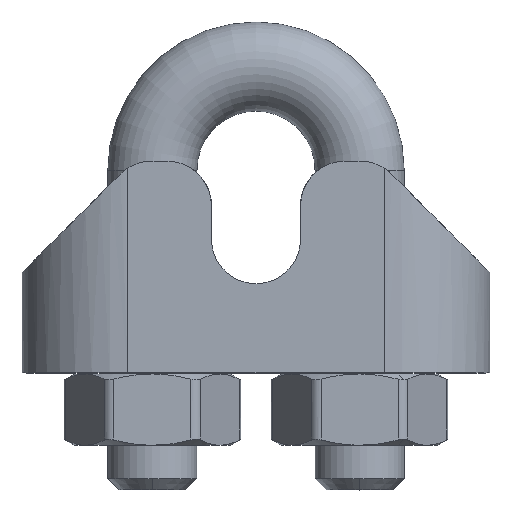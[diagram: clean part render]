
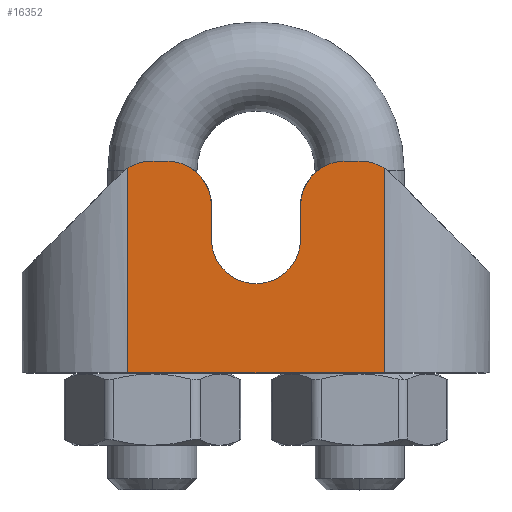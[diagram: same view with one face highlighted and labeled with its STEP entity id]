
A CAD part, top view. The second image highlights one B-rep face of the part: STEP entity #16352.
In plain terms, the highlighted planar face has unit normal (0, 0, 1).
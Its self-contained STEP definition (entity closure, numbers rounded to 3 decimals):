
#70 = VERTEX_POINT ( 'NONE', #4065 ) ;
#204 = DIRECTION ( 'NONE',  ( 0., 0., 1. ) ) ;
#265 = FACE_OUTER_BOUND ( 'NONE', #12016, .T. ) ;
#307 = AXIS2_PLACEMENT_3D ( 'NONE', #16367, #204, #8203 ) ;
#492 = DIRECTION ( 'NONE',  ( -1., 0., 0. ) ) ;
#705 = CIRCLE ( 'NONE', #5170, 2. ) ;
#745 = CARTESIAN_POINT ( 'NONE',  ( 4.672, 9.5, 4.75 ) ) ;
#770 = ORIENTED_EDGE ( 'NONE', *, *, #17252, .F. ) ;
#1174 = LINE ( 'NONE', #12249, #15830 ) ;
#1481 = EDGE_CURVE ( 'NONE', #14100, #10108, #1666, .T. ) ;
#1517 = EDGE_CURVE ( 'NONE', #14454, #5265, #16109, .T. ) ;
#1593 = DIRECTION ( 'NONE',  ( 0., -1., 0. ) ) ;
#1666 = LINE ( 'NONE', #13943, #5848 ) ;
#2016 = CARTESIAN_POINT ( 'NONE',  ( 2., 6., 4.75 ) ) ;
#2080 = CARTESIAN_POINT ( 'NONE',  ( 4., 9.5, 4.75 ) ) ;
#2090 = CARTESIAN_POINT ( 'NONE',  ( 2., 7.5, 4.75 ) ) ;
#2154 = VECTOR ( 'NONE', #14807, 1000. ) ;
#2336 = CARTESIAN_POINT ( 'NONE',  ( 4., 7.5, 4.75 ) ) ;
#2729 = DIRECTION ( 'NONE',  ( -1., 0., 0. ) ) ;
#2819 = CARTESIAN_POINT ( 'NONE',  ( -4., 9.5, 4.75 ) ) ;
#3007 = VECTOR ( 'NONE', #14276, 1000. ) ;
#3109 = DIRECTION ( 'NONE',  ( 0., 1., 0. ) ) ;
#3736 = PLANE ( 'NONE',  #15714 ) ;
#4065 = CARTESIAN_POINT ( 'NONE',  ( 5.75, 9.184, 4.75 ) ) ;
#4159 = VERTEX_POINT ( 'NONE', #2080 ) ;
#4371 = CARTESIAN_POINT ( 'NONE',  ( -2., 6., 4.75 ) ) ;
#4841 = CARTESIAN_POINT ( 'NONE',  ( -2., 6., 4.75 ) ) ;
#4960 = ORIENTED_EDGE ( 'NONE', *, *, #13368, .T. ) ;
#4972 = CARTESIAN_POINT ( 'NONE',  ( -5.75, 9.5, 4.75 ) ) ;
#5160 = CARTESIAN_POINT ( 'NONE',  ( 5.75, 0., 4.75 ) ) ;
#5170 = AXIS2_PLACEMENT_3D ( 'NONE', #2336, #12869, #10476 ) ;
#5265 = VERTEX_POINT ( 'NONE', #2819 ) ;
#5449 = EDGE_CURVE ( 'NONE', #10108, #17416, #11725, .T. ) ;
#5462 = VERTEX_POINT ( 'NONE', #2016 ) ;
#5709 = LINE ( 'NONE', #10123, #13456 ) ;
#5848 = VECTOR ( 'NONE', #11135, 1000. ) ;
#5995 = DIRECTION ( 'NONE',  ( 1., 0., 0. ) ) ;
#6275 = ORIENTED_EDGE ( 'NONE', *, *, #14148, .F. ) ;
#6423 = CARTESIAN_POINT ( 'NONE',  ( -5.75, 0., 4.75 ) ) ;
#6685 = ORIENTED_EDGE ( 'NONE', *, *, #8633, .F. ) ;
#6732 = CARTESIAN_POINT ( 'NONE',  ( 5.75, 9.5, 4.75 ) ) ;
#6959 = VERTEX_POINT ( 'NONE', #2090 ) ;
#7163 = EDGE_CURVE ( 'NONE', #7706, #5462, #14217, .T. ) ;
#7304 = ORIENTED_EDGE ( 'NONE', *, *, #1481, .T. ) ;
#7517 = EDGE_CURVE ( 'NONE', #10038, #14100, #8325, .T. ) ;
#7698 = VECTOR ( 'NONE', #1593, 1000. ) ;
#7706 = VERTEX_POINT ( 'NONE', #4841 ) ;
#7803 = ORIENTED_EDGE ( 'NONE', *, *, #7163, .F. ) ;
#8203 = DIRECTION ( 'NONE',  ( 1., 0., 0. ) ) ;
#8325 = CIRCLE ( 'NONE', #9589, 2. ) ;
#8633 = EDGE_CURVE ( 'NONE', #14454, #7706, #8719, .T. ) ;
#8719 = LINE ( 'NONE', #4371, #7698 ) ;
#9274 = DIRECTION ( 'NONE',  ( 0., 0., 1. ) ) ;
#9589 = AXIS2_PLACEMENT_3D ( 'NONE', #10757, #9274, #2729 ) ;
#9893 = CARTESIAN_POINT ( 'NONE',  ( -4., 7.5, 4.75 ) ) ;
#10038 = VERTEX_POINT ( 'NONE', #12968 ) ;
#10076 = AXIS2_PLACEMENT_3D ( 'NONE', #14557, #17349, #16023 ) ;
#10108 = VERTEX_POINT ( 'NONE', #6423 ) ;
#10123 = CARTESIAN_POINT ( 'NONE',  ( -5.75, 9.5, 4.75 ) ) ;
#10367 = DIRECTION ( 'NONE',  ( -1., 0., 0. ) ) ;
#10476 = DIRECTION ( 'NONE',  ( -1., 0., 0. ) ) ;
#10690 = ORIENTED_EDGE ( 'NONE', *, *, #15237, .F. ) ;
#10757 = CARTESIAN_POINT ( 'NONE',  ( -4.672, 7.5, 4.75 ) ) ;
#11092 = AXIS2_PLACEMENT_3D ( 'NONE', #9893, #15351, #492 ) ;
#11135 = DIRECTION ( 'NONE',  ( 0., -1., 0. ) ) ;
#11459 = EDGE_CURVE ( 'NONE', #5462, #6959, #1174, .T. ) ;
#11467 = CARTESIAN_POINT ( 'NONE',  ( -5.75, 9.184, 4.75 ) ) ;
#11725 = LINE ( 'NONE', #16297, #12754 ) ;
#12016 = EDGE_LOOP ( 'NONE', ( #10690, #4960, #6275, #16847, #13637, #7803, #6685, #12075, #770, #13164, #7304, #15828 ) ) ;
#12075 = ORIENTED_EDGE ( 'NONE', *, *, #1517, .T. ) ;
#12249 = CARTESIAN_POINT ( 'NONE',  ( 2., 9.5, 4.75 ) ) ;
#12526 = DIRECTION ( 'NONE',  ( 1., 0., 0. ) ) ;
#12568 = VERTEX_POINT ( 'NONE', #745 ) ;
#12754 = VECTOR ( 'NONE', #5995, 1000. ) ;
#12830 = LINE ( 'NONE', #6732, #2154 ) ;
#12864 = CIRCLE ( 'NONE', #10076, 2. ) ;
#12869 = DIRECTION ( 'NONE',  ( 0., 0., 1. ) ) ;
#12968 = CARTESIAN_POINT ( 'NONE',  ( -4.672, 9.5, 4.75 ) ) ;
#13164 = ORIENTED_EDGE ( 'NONE', *, *, #7517, .T. ) ;
#13368 = EDGE_CURVE ( 'NONE', #70, #12568, #12864, .T. ) ;
#13456 = VECTOR ( 'NONE', #12526, 1000. ) ;
#13637 = ORIENTED_EDGE ( 'NONE', *, *, #11459, .F. ) ;
#13943 = CARTESIAN_POINT ( 'NONE',  ( -5.75, 9.5, 4.75 ) ) ;
#14100 = VERTEX_POINT ( 'NONE', #11467 ) ;
#14148 = EDGE_CURVE ( 'NONE', #4159, #12568, #16437, .T. ) ;
#14217 = CIRCLE ( 'NONE', #307, 2. ) ;
#14276 = DIRECTION ( 'NONE',  ( 1., 0., 0. ) ) ;
#14330 = CARTESIAN_POINT ( 'NONE',  ( -5.75, 9.5, 4.75 ) ) ;
#14345 = DIRECTION ( 'NONE',  ( 0., 0., -1. ) ) ;
#14454 = VERTEX_POINT ( 'NONE', #14793 ) ;
#14557 = CARTESIAN_POINT ( 'NONE',  ( 4.672, 7.5, 4.75 ) ) ;
#14793 = CARTESIAN_POINT ( 'NONE',  ( -2., 7.5, 4.75 ) ) ;
#14807 = DIRECTION ( 'NONE',  ( 0., -1., 0. ) ) ;
#15237 = EDGE_CURVE ( 'NONE', #70, #17416, #12830, .T. ) ;
#15351 = DIRECTION ( 'NONE',  ( 0., 0., 1. ) ) ;
#15591 = EDGE_CURVE ( 'NONE', #4159, #6959, #705, .T. ) ;
#15714 = AXIS2_PLACEMENT_3D ( 'NONE', #4972, #14345, #10367 ) ;
#15828 = ORIENTED_EDGE ( 'NONE', *, *, #5449, .T. ) ;
#15830 = VECTOR ( 'NONE', #3109, 1000. ) ;
#16023 = DIRECTION ( 'NONE',  ( -1., 0., 0. ) ) ;
#16109 = CIRCLE ( 'NONE', #11092, 2. ) ;
#16297 = CARTESIAN_POINT ( 'NONE',  ( -5.75, 0., 4.75 ) ) ;
#16352 = ADVANCED_FACE ( 'NONE', ( #265 ), #3736, .F. ) ;
#16367 = CARTESIAN_POINT ( 'NONE',  ( 0., 6., 4.75 ) ) ;
#16437 = LINE ( 'NONE', #14330, #3007 ) ;
#16847 = ORIENTED_EDGE ( 'NONE', *, *, #15591, .T. ) ;
#17252 = EDGE_CURVE ( 'NONE', #10038, #5265, #5709, .T. ) ;
#17349 = DIRECTION ( 'NONE',  ( 0., 0., 1. ) ) ;
#17416 = VERTEX_POINT ( 'NONE', #5160 ) ;
